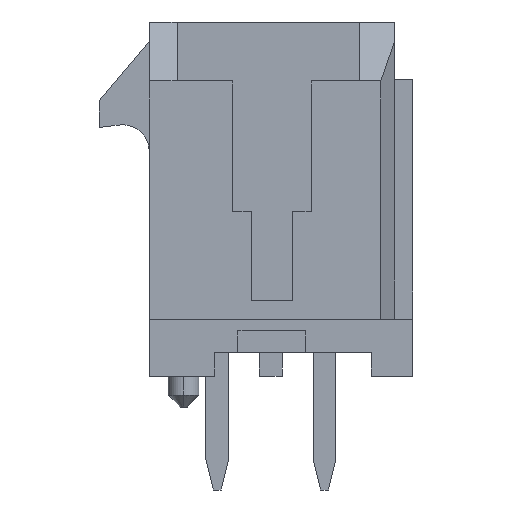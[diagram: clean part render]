
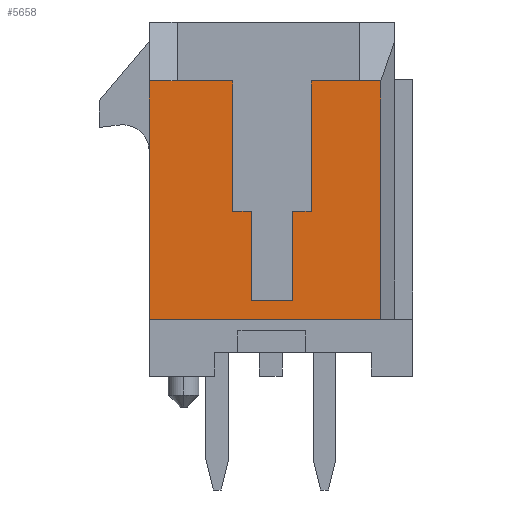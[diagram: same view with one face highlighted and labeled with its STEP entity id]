
A CAD part, left-side view. The second image highlights one B-rep face of the part: STEP entity #5658.
In plain terms, the highlighted planar face has unit normal (-1, 0, 0).
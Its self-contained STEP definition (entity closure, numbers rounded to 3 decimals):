
#1=DIRECTION('',(0.,0.,-1.));
#2=VECTOR('',#1,3.65);
#3=CARTESIAN_POINT('',(-9.325,-1.1,3.305));
#4=LINE('',#3,#2);
#5=DIRECTION('',(0.,1.,0.));
#6=VECTOR('',#5,1.35);
#7=CARTESIAN_POINT('',(-9.325,-2.45,3.305));
#8=LINE('',#7,#6);
#9=DIRECTION('',(0.,-1.,0.));
#10=VECTOR('',#9,0.6);
#11=CARTESIAN_POINT('',(-9.325,-2.45,3.305));
#12=LINE('',#11,#10);
#13=DIRECTION('',(0.,0.,-1.));
#14=VECTOR('',#13,6.66);
#15=CARTESIAN_POINT('',(-9.325,-3.05,3.305));
#16=LINE('',#15,#14);
#17=DIRECTION('',(0.,1.,0.));
#18=VECTOR('',#17,6.48);
#19=CARTESIAN_POINT('',(-9.325,-3.05,-3.355));
#20=LINE('',#19,#18);
#21=DIRECTION('',(0.,0.,1.));
#22=VECTOR('',#21,6.66);
#23=CARTESIAN_POINT('',(-9.325,3.43,-3.355));
#24=LINE('',#23,#22);
#25=DIRECTION('',(0.,-1.,0.));
#26=VECTOR('',#25,0.78);
#27=CARTESIAN_POINT('',(-9.325,3.43,3.305));
#28=LINE('',#27,#26);
#29=DIRECTION('',(0.,1.,0.));
#30=VECTOR('',#29,1.55);
#31=CARTESIAN_POINT('',(-9.325,1.1,3.305));
#32=LINE('',#31,#30);
#33=DIRECTION('',(0.,0.,-1.));
#34=VECTOR('',#33,3.65);
#35=CARTESIAN_POINT('',(-9.325,1.1,3.305));
#36=LINE('',#35,#34);
#37=DIRECTION('',(0.,1.,0.));
#38=VECTOR('',#37,0.525);
#39=CARTESIAN_POINT('',(-9.325,0.575,-0.345));
#40=LINE('',#39,#38);
#41=DIRECTION('',(0.,0.,1.));
#42=VECTOR('',#41,2.5);
#43=CARTESIAN_POINT('',(-9.325,0.575,-2.845));
#44=LINE('',#43,#42);
#45=DIRECTION('',(0.,1.,0.));
#46=VECTOR('',#45,1.15);
#47=CARTESIAN_POINT('',(-9.325,-0.575,-2.845));
#48=LINE('',#47,#46);
#49=DIRECTION('',(0.,0.,-1.));
#50=VECTOR('',#49,2.5);
#51=CARTESIAN_POINT('',(-9.325,-0.575,-0.345));
#52=LINE('',#51,#50);
#53=DIRECTION('',(0.,1.,0.));
#54=VECTOR('',#53,0.525);
#55=CARTESIAN_POINT('',(-9.325,-1.1,-0.345));
#56=LINE('',#55,#54);
#4228=CARTESIAN_POINT('',(-9.325,3.43,3.305));
#4230=VERTEX_POINT('',#4228);
#4283=CARTESIAN_POINT('',(-9.325,2.65,3.305));
#4284=VERTEX_POINT('',#4283);
#4285=CARTESIAN_POINT('',(-9.325,-2.45,3.305));
#4286=VERTEX_POINT('',#4285);
#5321=CARTESIAN_POINT('',(-9.325,3.43,-3.355));
#5322=VERTEX_POINT('',#5321);
#5389=CARTESIAN_POINT('',(-9.325,-3.05,3.305));
#5390=VERTEX_POINT('',#5389);
#5391=CARTESIAN_POINT('',(-9.325,-3.05,-3.355));
#5392=VERTEX_POINT('',#5391);
#5525=CARTESIAN_POINT('',(-9.325,-1.1,-0.345));
#5526=VERTEX_POINT('',#5525);
#5527=CARTESIAN_POINT('',(-9.325,-0.575,-0.345));
#5528=VERTEX_POINT('',#5527);
#5529=CARTESIAN_POINT('',(-9.325,-0.575,-2.845));
#5530=VERTEX_POINT('',#5529);
#5531=CARTESIAN_POINT('',(-9.325,0.575,-2.845));
#5532=VERTEX_POINT('',#5531);
#5533=CARTESIAN_POINT('',(-9.325,0.575,-0.345));
#5534=VERTEX_POINT('',#5533);
#5535=CARTESIAN_POINT('',(-9.325,1.1,-0.345));
#5536=VERTEX_POINT('',#5535);
#5537=CARTESIAN_POINT('',(-9.325,-1.1,3.305));
#5538=VERTEX_POINT('',#5537);
#5539=CARTESIAN_POINT('',(-9.325,1.1,3.305));
#5540=VERTEX_POINT('',#5539);
#5623=CARTESIAN_POINT('',(-9.325,0.,0.));
#5624=DIRECTION('',(1.,0.,0.));
#5625=DIRECTION('',(0.,0.,-1.));
#5626=AXIS2_PLACEMENT_3D('',#5623,#5624,#5625);
#5627=PLANE('',#5626);
#5629=ORIENTED_EDGE('',*,*,#5628,.F.);
#5631=ORIENTED_EDGE('',*,*,#5630,.F.);
#5633=ORIENTED_EDGE('',*,*,#5632,.T.);
#5635=ORIENTED_EDGE('',*,*,#5634,.T.);
#5637=ORIENTED_EDGE('',*,*,#5636,.T.);
#5639=ORIENTED_EDGE('',*,*,#5638,.T.);
#5641=ORIENTED_EDGE('',*,*,#5640,.T.);
#5643=ORIENTED_EDGE('',*,*,#5642,.F.);
#5645=ORIENTED_EDGE('',*,*,#5644,.T.);
#5647=ORIENTED_EDGE('',*,*,#5646,.F.);
#5649=ORIENTED_EDGE('',*,*,#5648,.F.);
#5651=ORIENTED_EDGE('',*,*,#5650,.F.);
#5653=ORIENTED_EDGE('',*,*,#5652,.F.);
#5655=ORIENTED_EDGE('',*,*,#5654,.F.);
#5656=EDGE_LOOP('',(#5629,#5631,#5633,#5635,#5637,#5639,#5641,#5643,#5645,#5647,
#5649,#5651,#5653,#5655));
#5657=FACE_OUTER_BOUND('',#5656,.F.);
#5658=ADVANCED_FACE('',(#5657),#5627,.F.);
#5628=EDGE_CURVE('',#5538,#5526,#4,.T.);
#5630=EDGE_CURVE('',#4286,#5538,#8,.T.);
#5632=EDGE_CURVE('',#4286,#5390,#12,.T.);
#5634=EDGE_CURVE('',#5390,#5392,#16,.T.);
#5636=EDGE_CURVE('',#5392,#5322,#20,.T.);
#5638=EDGE_CURVE('',#5322,#4230,#24,.T.);
#5640=EDGE_CURVE('',#4230,#4284,#28,.T.);
#5642=EDGE_CURVE('',#5540,#4284,#32,.T.);
#5644=EDGE_CURVE('',#5540,#5536,#36,.T.);
#5646=EDGE_CURVE('',#5534,#5536,#40,.T.);
#5648=EDGE_CURVE('',#5532,#5534,#44,.T.);
#5650=EDGE_CURVE('',#5530,#5532,#48,.T.);
#5652=EDGE_CURVE('',#5528,#5530,#52,.T.);
#5654=EDGE_CURVE('',#5526,#5528,#56,.T.);
